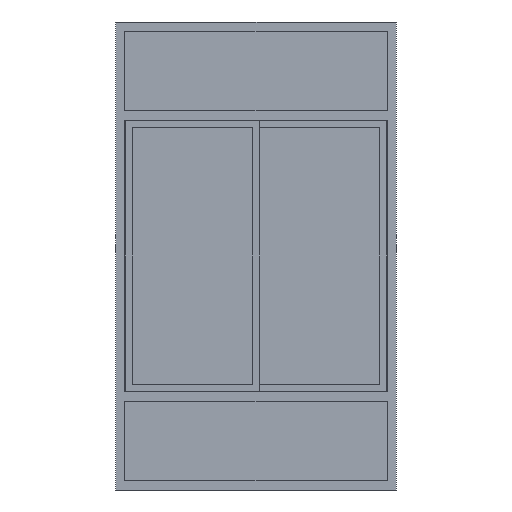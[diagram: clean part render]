
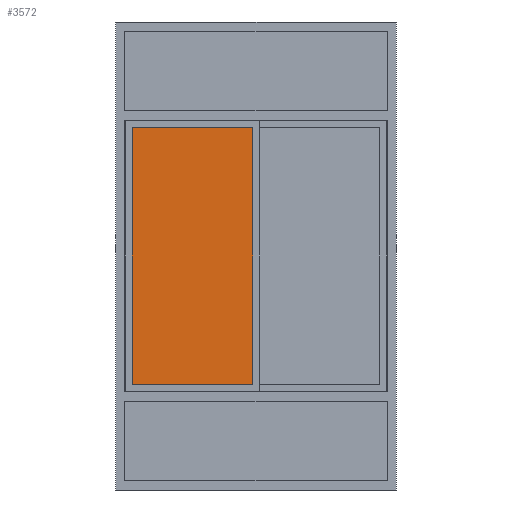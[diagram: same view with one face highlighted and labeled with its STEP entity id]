
A CAD part, front view. The second image highlights one B-rep face of the part: STEP entity #3572.
In plain terms, the highlighted planar face has unit normal (0, -1, 0).
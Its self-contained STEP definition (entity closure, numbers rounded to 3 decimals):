
#3263 = VERTEX_POINT('',#3264);
#3264 = CARTESIAN_POINT('',(71.,8.,1549.));
#3273 = PLANE('',#3274);
#3274 = AXIS2_PLACEMENT_3D('',#3275,#3276,#3277);
#3275 = CARTESIAN_POINT('',(71.,8.,1549.));
#3276 = DIRECTION('',(0.,0.,-1.));
#3277 = DIRECTION('',(1.,0.,0.));
#3285 = PLANE('',#3286);
#3286 = AXIS2_PLACEMENT_3D('',#3287,#3288,#3289);
#3287 = CARTESIAN_POINT('',(71.,8.,451.));
#3288 = DIRECTION('',(1.,0.,0.));
#3289 = DIRECTION('',(0.,0.,1.));
#3326 = VERTEX_POINT('',#3327);
#3327 = CARTESIAN_POINT('',(585.5,8.,1549.));
#3341 = PLANE('',#3342);
#3342 = AXIS2_PLACEMENT_3D('',#3343,#3344,#3345);
#3343 = CARTESIAN_POINT('',(585.5,8.,1549.));
#3344 = DIRECTION('',(-1.,0.,0.));
#3345 = DIRECTION('',(0.,0.,-1.));
#3353 = EDGE_CURVE('',#3263,#3326,#3354,.T.);
#3354 = SURFACE_CURVE('',#3355,(#3359,#3366),.PCURVE_S1.);
#3355 = LINE('',#3356,#3357);
#3356 = CARTESIAN_POINT('',(71.,8.,1549.));
#3357 = VECTOR('',#3358,1.);
#3358 = DIRECTION('',(1.,0.,0.));
#3359 = PCURVE('',#3273,#3360);
#3360 = DEFINITIONAL_REPRESENTATION('',(#3361),#3365);
#3361 = LINE('',#3362,#3363);
#3362 = CARTESIAN_POINT('',(0.,0.));
#3363 = VECTOR('',#3364,1.);
#3364 = DIRECTION('',(1.,0.));
#3365 = ( GEOMETRIC_REPRESENTATION_CONTEXT(2) 
PARAMETRIC_REPRESENTATION_CONTEXT() REPRESENTATION_CONTEXT('2D SPACE',''
  ) );
#3366 = PCURVE('',#3367,#3372);
#3367 = PLANE('',#3368);
#3368 = AXIS2_PLACEMENT_3D('',#3369,#3370,#3371);
#3369 = CARTESIAN_POINT('',(71.,8.,1549.));
#3370 = DIRECTION('',(0.,-1.,0.));
#3371 = DIRECTION('',(0.,0.,-1.));
#3372 = DEFINITIONAL_REPRESENTATION('',(#3373),#3377);
#3373 = LINE('',#3374,#3375);
#3374 = CARTESIAN_POINT('',(0.,0.));
#3375 = VECTOR('',#3376,1.);
#3376 = DIRECTION('',(0.,1.));
#3377 = ( GEOMETRIC_REPRESENTATION_CONTEXT(2) 
PARAMETRIC_REPRESENTATION_CONTEXT() REPRESENTATION_CONTEXT('2D SPACE',''
  ) );
#3407 = VERTEX_POINT('',#3408);
#3408 = CARTESIAN_POINT('',(585.5,8.,451.));
#3422 = PLANE('',#3423);
#3423 = AXIS2_PLACEMENT_3D('',#3424,#3425,#3426);
#3424 = CARTESIAN_POINT('',(585.5,8.,451.));
#3425 = DIRECTION('',(0.,0.,1.));
#3426 = DIRECTION('',(-1.,0.,0.));
#3434 = EDGE_CURVE('',#3326,#3407,#3435,.T.);
#3435 = SURFACE_CURVE('',#3436,(#3440,#3447),.PCURVE_S1.);
#3436 = LINE('',#3437,#3438);
#3437 = CARTESIAN_POINT('',(585.5,8.,1549.));
#3438 = VECTOR('',#3439,1.);
#3439 = DIRECTION('',(0.,0.,-1.));
#3440 = PCURVE('',#3341,#3441);
#3441 = DEFINITIONAL_REPRESENTATION('',(#3442),#3446);
#3442 = LINE('',#3443,#3444);
#3443 = CARTESIAN_POINT('',(0.,0.));
#3444 = VECTOR('',#3445,1.);
#3445 = DIRECTION('',(1.,0.));
#3446 = ( GEOMETRIC_REPRESENTATION_CONTEXT(2) 
PARAMETRIC_REPRESENTATION_CONTEXT() REPRESENTATION_CONTEXT('2D SPACE',''
  ) );
#3447 = PCURVE('',#3367,#3448);
#3448 = DEFINITIONAL_REPRESENTATION('',(#3449),#3453);
#3449 = LINE('',#3450,#3451);
#3450 = CARTESIAN_POINT('',(0.,514.5));
#3451 = VECTOR('',#3452,1.);
#3452 = DIRECTION('',(1.,0.));
#3453 = ( GEOMETRIC_REPRESENTATION_CONTEXT(2) 
PARAMETRIC_REPRESENTATION_CONTEXT() REPRESENTATION_CONTEXT('2D SPACE',''
  ) );
#3483 = VERTEX_POINT('',#3484);
#3484 = CARTESIAN_POINT('',(71.,8.,451.));
#3505 = EDGE_CURVE('',#3407,#3483,#3506,.T.);
#3506 = SURFACE_CURVE('',#3507,(#3511,#3518),.PCURVE_S1.);
#3507 = LINE('',#3508,#3509);
#3508 = CARTESIAN_POINT('',(585.5,8.,451.));
#3509 = VECTOR('',#3510,1.);
#3510 = DIRECTION('',(-1.,0.,0.));
#3511 = PCURVE('',#3422,#3512);
#3512 = DEFINITIONAL_REPRESENTATION('',(#3513),#3517);
#3513 = LINE('',#3514,#3515);
#3514 = CARTESIAN_POINT('',(0.,0.));
#3515 = VECTOR('',#3516,1.);
#3516 = DIRECTION('',(1.,0.));
#3517 = ( GEOMETRIC_REPRESENTATION_CONTEXT(2) 
PARAMETRIC_REPRESENTATION_CONTEXT() REPRESENTATION_CONTEXT('2D SPACE',''
  ) );
#3518 = PCURVE('',#3367,#3519);
#3519 = DEFINITIONAL_REPRESENTATION('',(#3520),#3524);
#3520 = LINE('',#3521,#3522);
#3521 = CARTESIAN_POINT('',(1098.,514.5));
#3522 = VECTOR('',#3523,1.);
#3523 = DIRECTION('',(0.,-1.));
#3524 = ( GEOMETRIC_REPRESENTATION_CONTEXT(2) 
PARAMETRIC_REPRESENTATION_CONTEXT() REPRESENTATION_CONTEXT('2D SPACE',''
  ) );
#3552 = EDGE_CURVE('',#3483,#3263,#3553,.T.);
#3553 = SURFACE_CURVE('',#3554,(#3558,#3565),.PCURVE_S1.);
#3554 = LINE('',#3555,#3556);
#3555 = CARTESIAN_POINT('',(71.,8.,451.));
#3556 = VECTOR('',#3557,1.);
#3557 = DIRECTION('',(0.,0.,1.));
#3558 = PCURVE('',#3285,#3559);
#3559 = DEFINITIONAL_REPRESENTATION('',(#3560),#3564);
#3560 = LINE('',#3561,#3562);
#3561 = CARTESIAN_POINT('',(0.,0.));
#3562 = VECTOR('',#3563,1.);
#3563 = DIRECTION('',(1.,0.));
#3564 = ( GEOMETRIC_REPRESENTATION_CONTEXT(2) 
PARAMETRIC_REPRESENTATION_CONTEXT() REPRESENTATION_CONTEXT('2D SPACE',''
  ) );
#3565 = PCURVE('',#3367,#3566);
#3566 = DEFINITIONAL_REPRESENTATION('',(#3567),#3571);
#3567 = LINE('',#3568,#3569);
#3568 = CARTESIAN_POINT('',(1098.,0.));
#3569 = VECTOR('',#3570,1.);
#3570 = DIRECTION('',(-1.,0.));
#3571 = ( GEOMETRIC_REPRESENTATION_CONTEXT(2) 
PARAMETRIC_REPRESENTATION_CONTEXT() REPRESENTATION_CONTEXT('2D SPACE',''
  ) );
#3572 = ADVANCED_FACE('',(#3573),#3367,.T.);
#3573 = FACE_BOUND('',#3574,.F.);
#3574 = EDGE_LOOP('',(#3575,#3576,#3577,#3578));
#3575 = ORIENTED_EDGE('',*,*,#3353,.T.);
#3576 = ORIENTED_EDGE('',*,*,#3434,.T.);
#3577 = ORIENTED_EDGE('',*,*,#3505,.T.);
#3578 = ORIENTED_EDGE('',*,*,#3552,.T.);
